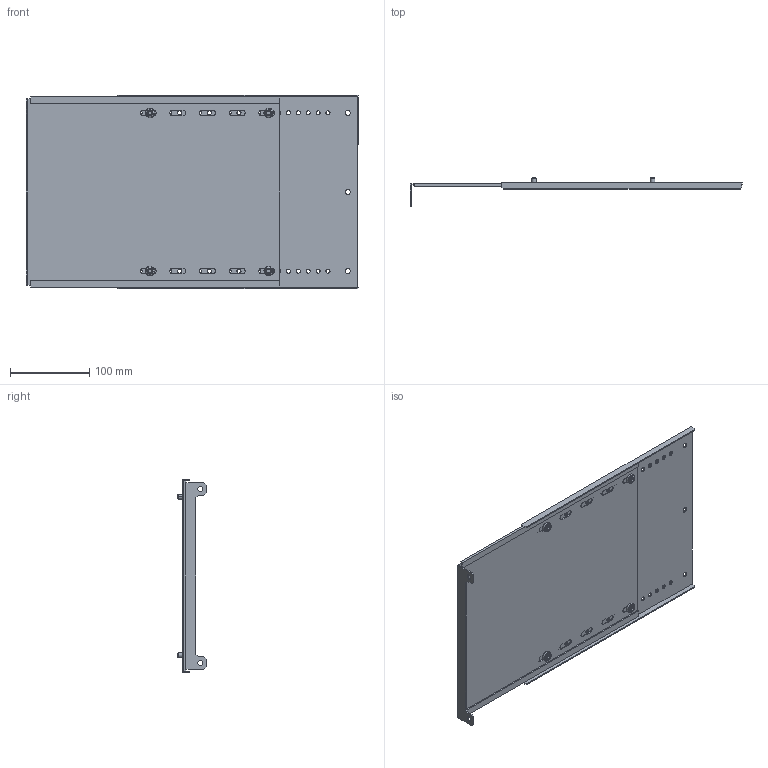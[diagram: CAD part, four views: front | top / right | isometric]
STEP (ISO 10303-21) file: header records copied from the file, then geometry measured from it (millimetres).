
FILE_DESCRIPTION (( 'STEP AP203' ), '1' );
FILE_NAME ('FO-00-SWVB-025-040 FORMAT Ïåðåãîðîäêà ñåêö. âåðò. øèííîãî îòñåêà 250õ400 IEK.STEP', '2024-07-04T13:17:26', ( '' ), ( '' ), 'SwSTEP 2.0', 'SolidWorks 2022', '' );
FILE_SCHEMA (( 'CONFIG_CONTROL_DESIGN' ));
Length unit declared in the file: millimetre
Products named in the file (1): FO-00-SWVB-025-040 FORMAT Перегородка секц. верт. шинного отсека 250х400 IEK
Bounding box: 419.75 x 35.7 x 244.5 mm (x, y, z)
Volume: 246299.5 mm3; surface area: 322893.9 mm2
Topology: 6 solids, 6 shells, 306 faces, 826 edges, 540 vertices
Faces by surface type: cylinder 186, plane 88, cone 16, torus 16
Entity records: 10061 total; most frequent: DIRECTION 1860, CARTESIAN_POINT 1673, ORIENTED_EDGE 1652, EDGE_CURVE 826, AXIS2_PLACEMENT_3D 727, VERTEX_POINT 540, EDGE_LOOP 424, CIRCLE 420
